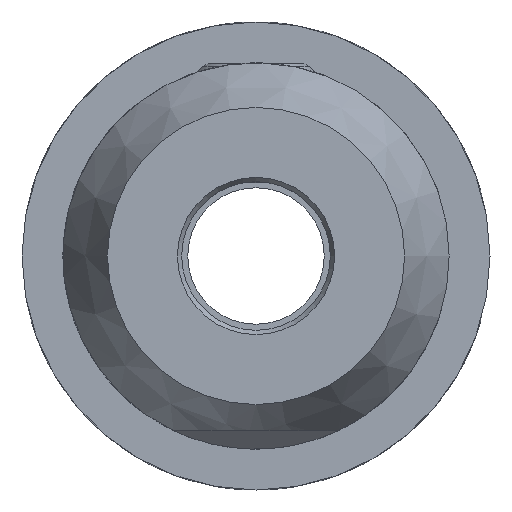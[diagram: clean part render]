
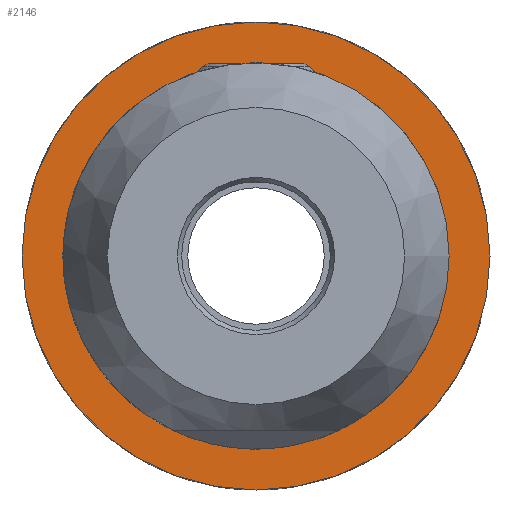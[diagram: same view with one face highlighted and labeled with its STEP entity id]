
A CAD part, left-side view. The second image highlights one B-rep face of the part: STEP entity #2146.
In plain terms, the highlighted planar face has unit normal (-1, 0, 0).
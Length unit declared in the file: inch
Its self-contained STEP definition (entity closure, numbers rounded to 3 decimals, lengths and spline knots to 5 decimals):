
#86=FACE_BOUND('',#481,.T.);
#129=PLANE('',#2390);
#346=FACE_OUTER_BOUND('',#480,.T.);
#480=EDGE_LOOP('',(#1884,#1885));
#481=EDGE_LOOP('',(#1886,#1887));
#679=CIRCLE('',#2232,1.24016);
#680=CIRCLE('',#2233,1.24016);
#757=CIRCLE('',#2388,1.01575);
#758=CIRCLE('',#2389,1.01575);
#825=VERTEX_POINT('',#3409);
#826=VERTEX_POINT('',#3411);
#969=VERTEX_POINT('',#4959);
#970=VERTEX_POINT('',#4960);
#1061=EDGE_CURVE('',#825,#826,#679,.T.);
#1062=EDGE_CURVE('',#826,#825,#680,.T.);
#1275=EDGE_CURVE('',#969,#970,#757,.T.);
#1276=EDGE_CURVE('',#970,#969,#758,.T.);
#1884=ORIENTED_EDGE('',*,*,#1062,.F.);
#1885=ORIENTED_EDGE('',*,*,#1061,.F.);
#1886=ORIENTED_EDGE('',*,*,#1275,.T.);
#1887=ORIENTED_EDGE('',*,*,#1276,.T.);
#2146=ADVANCED_FACE('',(#346,#86),#129,.T.);
#2232=AXIS2_PLACEMENT_3D('',#3412,#2546,#2547);
#2233=AXIS2_PLACEMENT_3D('',#3413,#2548,#2549);
#2388=AXIS2_PLACEMENT_3D('',#4961,#2914,#2915);
#2389=AXIS2_PLACEMENT_3D('',#4962,#2916,#2917);
#2390=AXIS2_PLACEMENT_3D('',#4964,#2919,#2920);
#2546=DIRECTION('center_axis',(1.,0.,0.));
#2547=DIRECTION('ref_axis',(0.,1.,0.));
#2548=DIRECTION('center_axis',(1.,0.,0.));
#2549=DIRECTION('ref_axis',(0.,1.,0.));
#2914=DIRECTION('center_axis',(1.,0.,0.));
#2915=DIRECTION('ref_axis',(0.,1.,0.));
#2916=DIRECTION('center_axis',(1.,0.,0.));
#2917=DIRECTION('ref_axis',(0.,1.,0.));
#2919=DIRECTION('center_axis',(-1.,0.,0.));
#2920=DIRECTION('ref_axis',(0.,0.,1.));
#3409=CARTESIAN_POINT('',(-0.86614,-1.24016,0.));
#3411=CARTESIAN_POINT('',(-0.86614,1.24016,0.));
#3412=CARTESIAN_POINT('Origin',(-0.86614,0.,
0.));
#3413=CARTESIAN_POINT('Origin',(-0.86614,0.,
0.));
#4959=CARTESIAN_POINT('',(-0.86614,1.01575,0.));
#4960=CARTESIAN_POINT('',(-0.86614,-1.01575,0.));
#4961=CARTESIAN_POINT('Origin',(-0.86614,0.,
0.));
#4962=CARTESIAN_POINT('Origin',(-0.86614,0.,
0.));
#4964=CARTESIAN_POINT('Origin',(-0.86614,1.12795,0.));
